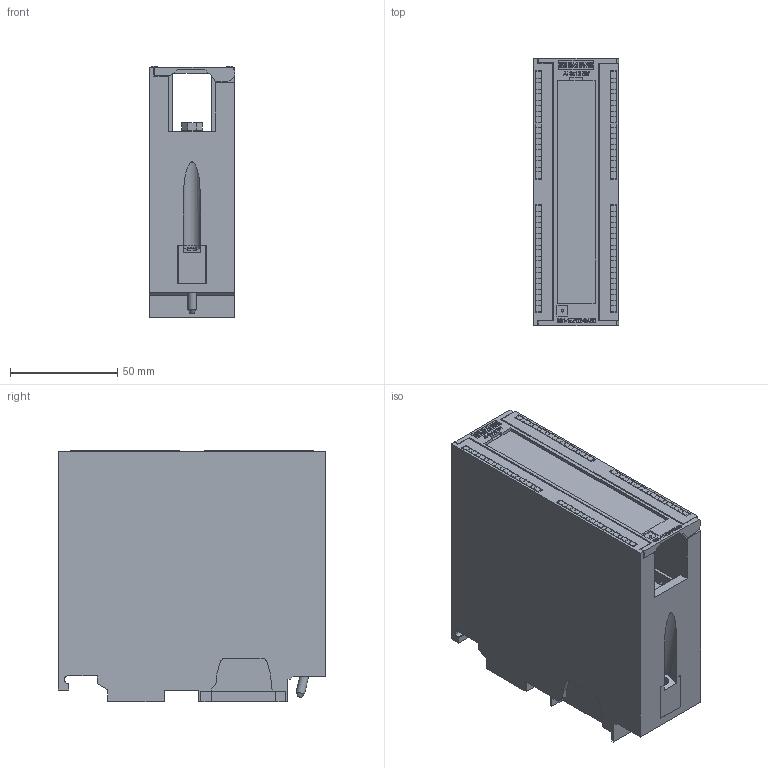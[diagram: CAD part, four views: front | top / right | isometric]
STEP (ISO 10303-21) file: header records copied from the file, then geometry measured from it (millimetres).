
FILE_DESCRIPTION(/* description */ (''),/* implementation_level */ '2;1');
FILE_NAME(/* name */ '6es73311kf020ab0_001_3d.stp',/* time_stamp */ '2011-09-27T08:48:19+02:00',/* author */ ('I. Payrits'),/* organization */ ('Siemens AG'),/* preprocessor_version */ 'ST-DEVELOPER v11',/* originating_system */ 'SIEMENS UGS NX 6.0',/* authorisation */ '');
FILE_SCHEMA (('AUTOMOTIVE_DESIGN { 1 0 10303 214 1 1 1 1 }'));
Length unit declared in the file: millimetre
Products named in the file (5): A5E30655575A_001; A5E30655571A_001; A5E30255017A_001; A5E30194371A_001; A5E30655578A_001
Assembly tree (4 placements, depth 2):
  A5E30655578A_001
    A5E30194371A_001
    A5E30255017A_001
    A5E30655571A_001
    A5E30655575A_001
Bounding box: 40 x 125 x 117.3 mm (x, y, z)
Volume: 452926.6 mm3; surface area: 76815.8 mm2
Topology: 115 solids, 115 shells, 1249 faces, 2870 edges, 1860 vertices
Faces by surface type: plane 1137, cylinder 71, extrusion 40, cone 1
Full cylindrical faces by diameter (mm): 1.3 x1, 2.8 x1, 2.9 x1, 4 x1, 5.2 x1, 8 x2
Entity records: 36606 total; most frequent: CARTESIAN_POINT 7640, ORIENTED_EDGE 5698, DIRECTION 5382, EDGE_CURVE 2849, VECTOR 2660, LINE 2620, VERTEX_POINT 1855, AXIS2_PLACEMENT_3D 1361
